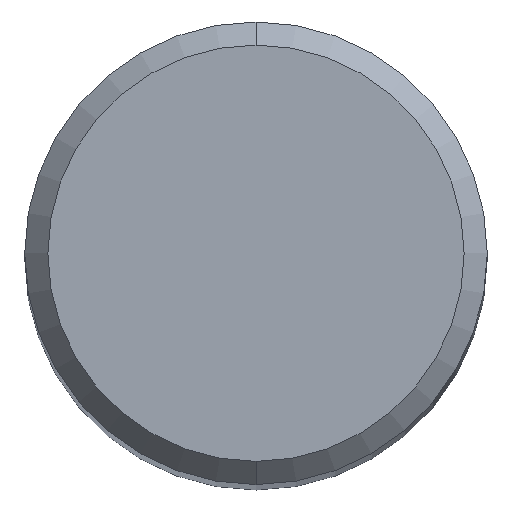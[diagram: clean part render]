
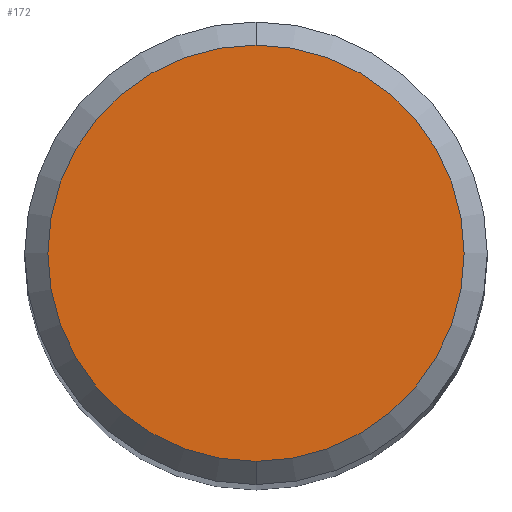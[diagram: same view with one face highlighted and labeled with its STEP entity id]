
A CAD part, top view. The second image highlights one B-rep face of the part: STEP entity #172.
In plain terms, the highlighted planar face has unit normal (0, 0, 1).
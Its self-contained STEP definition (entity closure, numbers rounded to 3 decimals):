
#128=EDGE_CURVE('',#198,#216,#277,.T.);
#160=EDGE_CURVE('',#216,#198,#311,.T.);
#172=ADVANCED_FACE('',(#325),#326,.T.);
#198=VERTEX_POINT('',#355);
#216=VERTEX_POINT('',#377);
#277=CIRCLE('',#443,4.5);
#311=CIRCLE('',#486,4.5);
#325=FACE_OUTER_BOUND('',#502,.T.);
#326=PLANE('',#503);
#355=CARTESIAN_POINT('',(0.0,4.5,0.0));
#377=CARTESIAN_POINT('',(0.,-4.5,0.0));
#443=AXIS2_PLACEMENT_3D('',#614,#615,#616);
#486=AXIS2_PLACEMENT_3D('',#651,#652,#653);
#502=EDGE_LOOP('',(#672,#673));
#503=AXIS2_PLACEMENT_3D('',#674,#675,#676);
#614=CARTESIAN_POINT('',(0.0,0.0,0.0));
#615=DIRECTION('',(0.0,0.0,-1.0));
#616=DIRECTION('',(0.0,1.0,0.0));
#651=CARTESIAN_POINT('',(0.0,0.0,0.0));
#652=DIRECTION('',(0.0,0.0,-1.0));
#653=DIRECTION('',(0.0,1.0,0.0));
#672=ORIENTED_EDGE('',*,*,#128,.F.);
#673=ORIENTED_EDGE('',*,*,#160,.F.);
#674=CARTESIAN_POINT('',(0.0,2.25,0.0));
#675=DIRECTION('',(-0.0,0.0,1.0));
#676=DIRECTION('',(0.0,-1.0,0.0));
